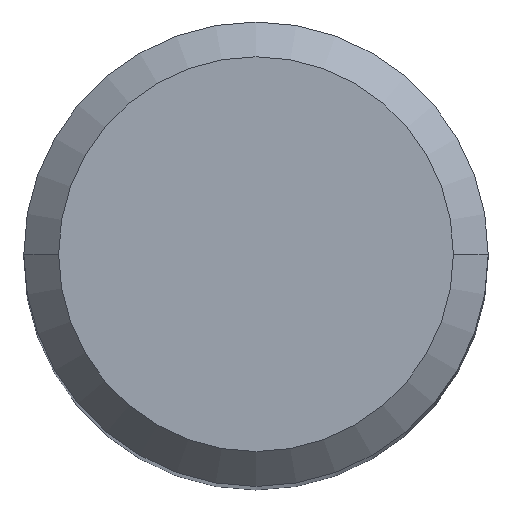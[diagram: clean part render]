
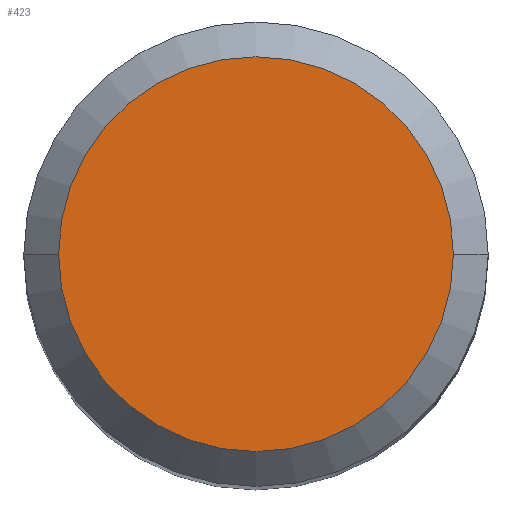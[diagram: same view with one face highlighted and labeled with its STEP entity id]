
A CAD part, top view. The second image highlights one B-rep face of the part: STEP entity #423.
In plain terms, the highlighted planar face has unit normal (0, 0, 1).
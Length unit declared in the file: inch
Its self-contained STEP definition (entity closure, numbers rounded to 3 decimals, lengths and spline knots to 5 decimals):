
#17 = ORIENTED_EDGE ( 'NONE', *, *, #225, .T. ) ;
#22 = CARTESIAN_POINT ( 'NONE',  ( 0., 0., 0. ) ) ;
#27 = CIRCLE ( 'NONE', #295, 0.16732 ) ;
#47 = PLANE ( 'NONE',  #341 ) ;
#57 = CARTESIAN_POINT ( 'NONE',  ( -0.16732, 0., 0. ) ) ;
#91 = CARTESIAN_POINT ( 'NONE',  ( 0., 0., 0. ) ) ;
#97 = DIRECTION ( 'NONE',  ( 1., 0., 0. ) ) ;
#108 = DIRECTION ( 'NONE',  ( 0., 0., 1. ) ) ;
#122 = AXIS2_PLACEMENT_3D ( 'NONE', #22, #407, #162 ) ;
#129 = FACE_OUTER_BOUND ( 'NONE', #337, .T. ) ;
#140 = ORIENTED_EDGE ( 'NONE', *, *, #444, .T. ) ;
#162 = DIRECTION ( 'NONE',  ( 1., 0., 0. ) ) ;
#198 = CARTESIAN_POINT ( 'NONE',  ( 0.16732, 0., 0. ) ) ;
#225 = EDGE_CURVE ( 'NONE', #368, #405, #27, .T. ) ;
#230 = DIRECTION ( 'NONE',  ( -1., 0., 0. ) ) ;
#239 = CARTESIAN_POINT ( 'NONE',  ( 0., 0., 0. ) ) ;
#295 = AXIS2_PLACEMENT_3D ( 'NONE', #239, #108, #97 ) ;
#298 = DIRECTION ( 'NONE',  ( 0., 0., -1. ) ) ;
#337 = EDGE_LOOP ( 'NONE', ( #17, #140 ) ) ;
#341 = AXIS2_PLACEMENT_3D ( 'NONE', #91, #298, #230 ) ;
#368 = VERTEX_POINT ( 'NONE', #57 ) ;
#405 = VERTEX_POINT ( 'NONE', #198 ) ;
#407 = DIRECTION ( 'NONE',  ( 0., 0., 1. ) ) ;
#423 = ADVANCED_FACE ( 'NONE', ( #129 ), #47, .F. ) ;
#444 = EDGE_CURVE ( 'NONE', #405, #368, #466, .T. ) ;
#466 = CIRCLE ( 'NONE', #122, 0.16732 ) ;
